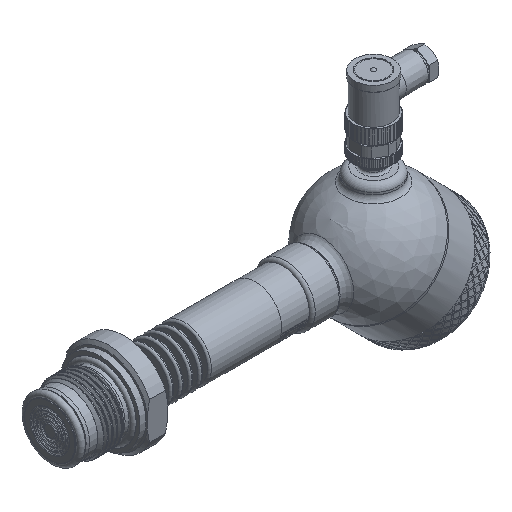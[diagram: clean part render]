
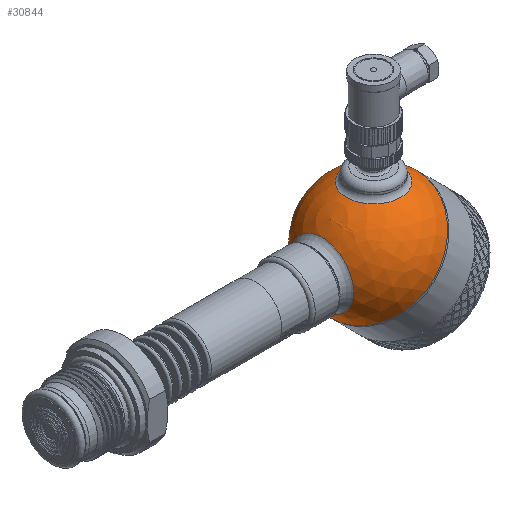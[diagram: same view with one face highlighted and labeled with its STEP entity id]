
A CAD part, isometric view. The second image highlights one B-rep face of the part: STEP entity #30844.
In plain terms, the highlighted spherical face has radius 30 mm.
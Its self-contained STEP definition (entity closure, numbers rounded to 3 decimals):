
#43=SPHERICAL_SURFACE('',#32342,30.);
#1404=FACE_BOUND('',#10408,.T.);
#1405=FACE_BOUND('',#10409,.T.);
#8299=FACE_OUTER_BOUND('',#10407,.T.);
#10407=EDGE_LOOP('',(#27287,#27288,#27289,#27290));
#10408=EDGE_LOOP('',(#27291));
#10409=EDGE_LOOP('',(#27292));
#11234=CIRCLE('',#32339,15.643);
#11237=CIRCLE('',#32343,30.);
#11238=CIRCLE('',#32344,30.);
#11239=CIRCLE('',#32345,30.);
#11240=CIRCLE('',#32346,13.5);
#14263=VERTEX_POINT('',#71732);
#14265=VERTEX_POINT('',#71738);
#14266=VERTEX_POINT('',#71739);
#14267=VERTEX_POINT('',#71741);
#14268=VERTEX_POINT('',#71744);
#18698=EDGE_CURVE('',#14263,#14263,#11234,.T.);
#18701=EDGE_CURVE('',#14265,#14266,#11237,.T.);
#18702=EDGE_CURVE('',#14265,#14267,#11238,.T.);
#18703=EDGE_CURVE('',#14266,#14265,#11239,.T.);
#18704=EDGE_CURVE('',#14268,#14268,#11240,.T.);
#27287=ORIENTED_EDGE('',*,*,#18701,.F.);
#27288=ORIENTED_EDGE('',*,*,#18702,.T.);
#27289=ORIENTED_EDGE('',*,*,#18702,.F.);
#27290=ORIENTED_EDGE('',*,*,#18703,.F.);
#27291=ORIENTED_EDGE('',*,*,#18698,.F.);
#27292=ORIENTED_EDGE('',*,*,#18704,.F.);
#30844=ADVANCED_FACE('',(#8299,#1404,#1405),#43,.T.);
#32339=AXIS2_PLACEMENT_3D('',#71733,#36065,#36066);
#32342=AXIS2_PLACEMENT_3D('',#71737,#36071,#36072);
#32343=AXIS2_PLACEMENT_3D('',#71740,#36073,#36074);
#32344=AXIS2_PLACEMENT_3D('',#71742,#36075,#36076);
#32345=AXIS2_PLACEMENT_3D('',#71743,#36077,#36078);
#32346=AXIS2_PLACEMENT_3D('',#71745,#36079,#36080);
#36065=DIRECTION('center_axis',(-0.707,0.,0.707));
#36066=DIRECTION('ref_axis',(0.707,0.,0.707));
#36071=DIRECTION('center_axis',(1.,0.,0.));
#36072=DIRECTION('ref_axis',(0.,-1.,0.));
#36073=DIRECTION('center_axis',(1.,0.,0.));
#36074=DIRECTION('ref_axis',(0.,1.,0.));
#36075=DIRECTION('center_axis',(0.,0.,1.));
#36076=DIRECTION('ref_axis',(0.,1.,0.));
#36077=DIRECTION('center_axis',(1.,0.,0.));
#36078=DIRECTION('ref_axis',(0.,1.,0.));
#36079=DIRECTION('center_axis',(-0.707,0.,-0.707));
#36080=DIRECTION('ref_axis',(-0.707,0.,0.707));
#71732=CARTESIAN_POINT('',(-29.162,0.,7.04));
#71733=CARTESIAN_POINT('Origin',(-18.101,0.,18.101));
#71737=CARTESIAN_POINT('Origin',(0.,0.,0.));
#71738=CARTESIAN_POINT('',(0.,30.,0.));
#71739=CARTESIAN_POINT('',(0.,-30.,0.));
#71740=CARTESIAN_POINT('Origin',(0.,0.,0.));
#71741=CARTESIAN_POINT('',(-30.,0.,0.));
#71742=CARTESIAN_POINT('Origin',(0.,0.,0.));
#71743=CARTESIAN_POINT('Origin',(0.,0.,0.));
#71744=CARTESIAN_POINT('',(-9.398,0.,-28.49));
#71745=CARTESIAN_POINT('Origin',(-18.944,0.,-18.944));
